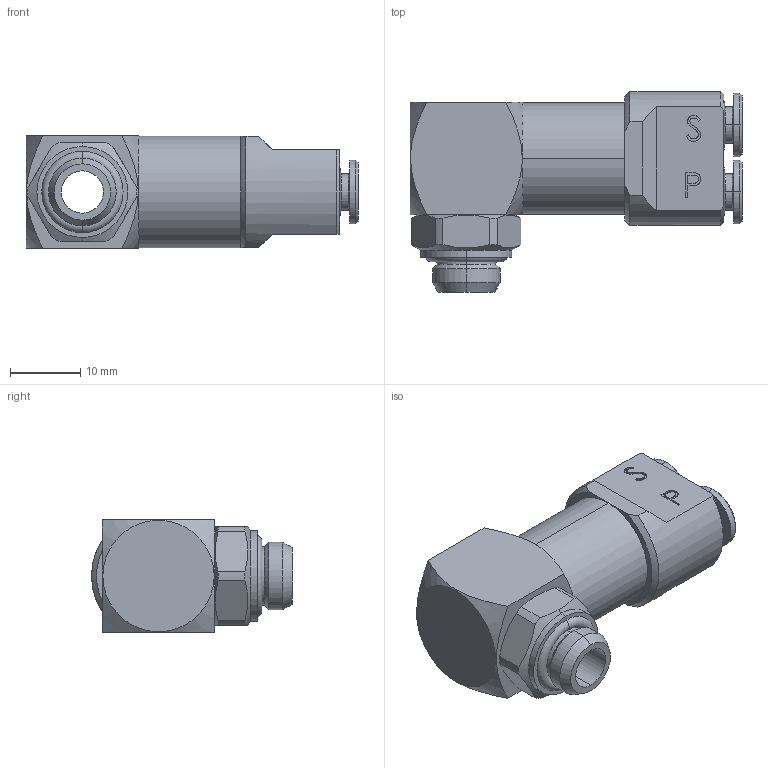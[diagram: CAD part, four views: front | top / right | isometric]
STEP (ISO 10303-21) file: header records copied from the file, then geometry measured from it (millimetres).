
FILE_DESCRIPTION (( 'STEP AP203' ), '1' );
FILE_NAME ('04420001.STEP', '2011-05-19T14:49:29', ( '' ), ( 'sopra-pneumatic' ), 'SwSTEP 2.0', 'SolidWorks 2009', '' );
FILE_SCHEMA (( 'CONFIG_CONTROL_DESIGN' ));
Length unit declared in the file: millimetre
Products named in the file (1): 04420001
Bounding box: 47.1 x 28.5 x 16 mm (x, y, z)
Volume: 10094.5 mm3; surface area: 4596 mm2
Topology: 1 solids, 1 shells, 130 faces, 317 edges, 202 vertices
Faces by surface type: plane 41, cone 34, cylinder 32, bspline 21, torus 2
Entity records: 5664 total; most frequent: CARTESIAN_POINT 2669, ORIENTED_EDGE 634, DIRECTION 553, EDGE_CURVE 317, AXIS2_PLACEMENT_3D 208, VERTEX_POINT 202, EDGE_LOOP 145, LINE 137
